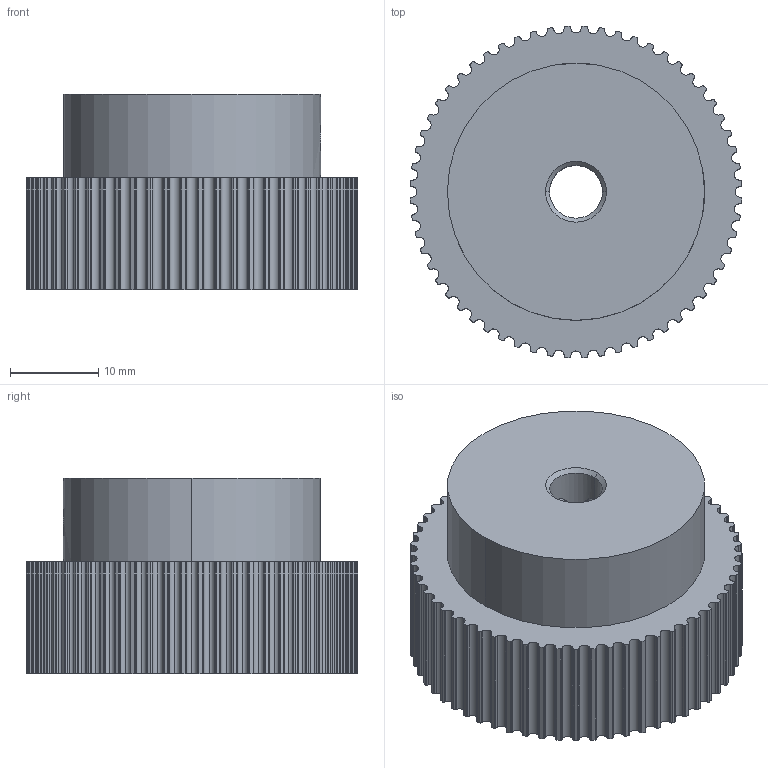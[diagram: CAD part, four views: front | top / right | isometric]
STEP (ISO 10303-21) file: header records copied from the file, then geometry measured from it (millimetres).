
FILE_DESCRIPTION (( 'STEP AP203' ), '1' );
FILE_NAME ('Pulley7_Default_sldprt.STEP', '2018-04-16T08:21:42', ( '' ), ( '' ), 'SwSTEP 2.0', 'SolidWorks 2016', '' );
FILE_SCHEMA (( 'CONFIG_CONTROL_DESIGN' ));
Length unit declared in the file: millimetre
Products named in the file (1): Pulley7_Default_sldprt
Bounding box: 37.67 x 37.67 x 22.2 mm (x, y, z)
Volume: 19268.6 mm3; surface area: 5507.7 mm2
Topology: 1 solids, 1 shells, 450 faces, 1313 edges, 870 vertices
Faces by surface type: cylinder 417, plane 21, cone 12
Entity records: 15652 total; most frequent: DIRECTION 3045, CARTESIAN_POINT 2834, ORIENTED_EDGE 2626, EDGE_CURVE 1313, AXIS2_PLACEMENT_3D 1289, VERTEX_POINT 870, CIRCLE 838, VECTOR 467
